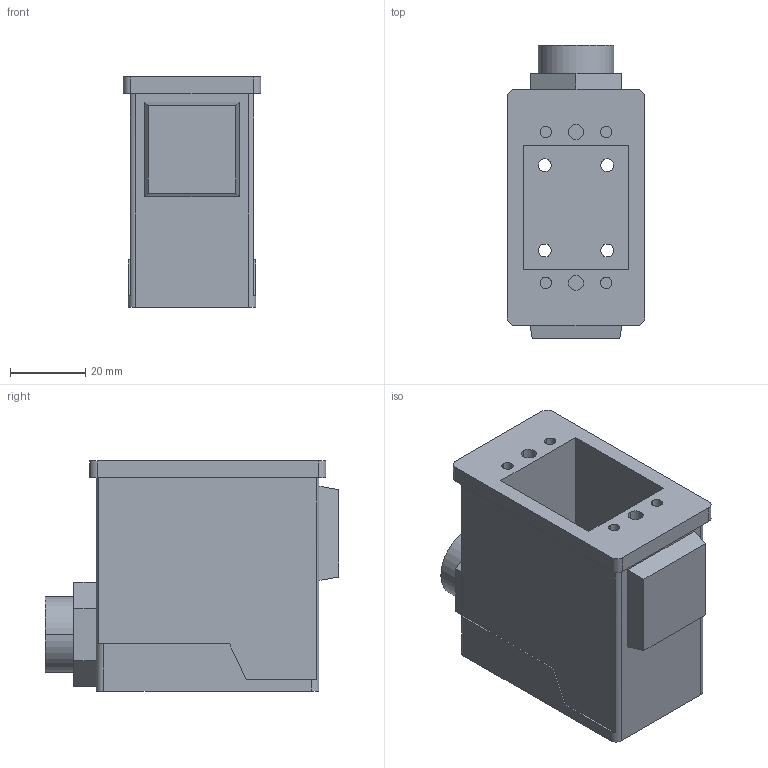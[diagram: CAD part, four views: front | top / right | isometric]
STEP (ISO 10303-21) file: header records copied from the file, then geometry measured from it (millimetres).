
FILE_DESCRIPTION(('Creo Elements/Direct Modeling STEP Export'),'2;1');
FILE_NAME('model.stp','2020-11-04T 8:59:45',(''),(''),'Creo Elements/Direct Modeling STEP processor for AP214 (Solid Model)','Creo Elements/Direct Modeling 20.1A 29-Sep-2018 (C) Parametric Technology GmbH','');
FILE_SCHEMA(('AUTOMOTIVE_DESIGN { 1 0 10303 214 1 1 1 1 }'));
Length unit declared in the file: millimetre
Products named in the file (2): VC-MP-S1
Assembly tree (1 placements, depth 2):
  VC-MP-S1
    VC-MP-S1
Bounding box: 36.4 x 77.7 x 61 mm (x, y, z)
Volume: 69311.2 mm3; surface area: 26050.6 mm2
Topology: 1 solids, 1 shells, 109 faces, 276 edges, 184 vertices
Faces by surface type: plane 58, cylinder 51
Entity records: 4108 total; most frequent: ORIENTED_EDGE 552, DIRECTION 546, CARTESIAN_POINT 542, EDGE_CURVE 276, AXIS2_PLACEMENT_3D 188, VERTEX_POINT 184, VECTOR 170, LINE 170
